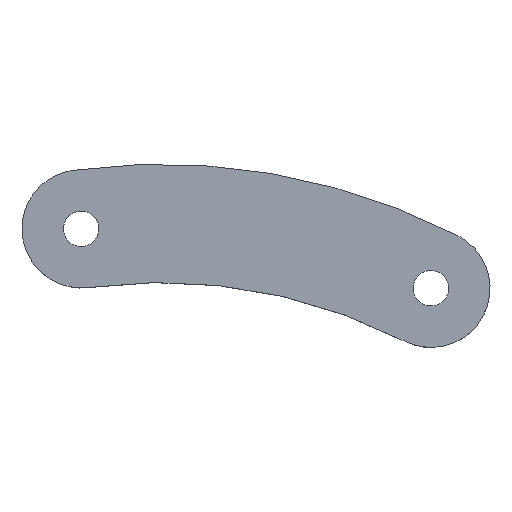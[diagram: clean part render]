
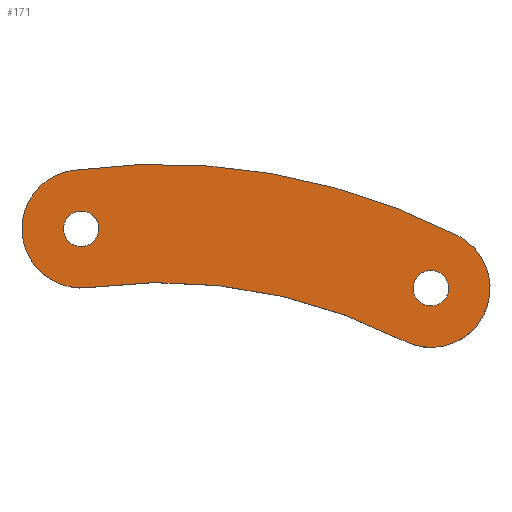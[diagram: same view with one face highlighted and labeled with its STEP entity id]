
A CAD part, top view. The second image highlights one B-rep face of the part: STEP entity #171.
In plain terms, the highlighted planar face has unit normal (0, 0, 1).
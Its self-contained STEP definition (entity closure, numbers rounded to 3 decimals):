
#2 = DIRECTION ( 'NONE',  ( 1., 0., 0. ) ) ;
#5 = DIRECTION ( 'NONE',  ( 1., 0., 0. ) ) ;
#7 = DIRECTION ( 'NONE',  ( 1., 0., 0. ) ) ;
#11 = CIRCLE ( 'NONE', #324, 5. ) ;
#14 = FACE_OUTER_BOUND ( 'NONE', #127, .T. ) ;
#16 = PLANE ( 'NONE',  #18 ) ;
#18 = AXIS2_PLACEMENT_3D ( 'NONE', #129, #177, #250 ) ;
#20 = AXIS2_PLACEMENT_3D ( 'NONE', #174, #291, #86 ) ;
#21 = DIRECTION ( 'NONE',  ( 0., 0., 1. ) ) ;
#23 = CARTESIAN_POINT ( 'NONE',  ( 31.854, -0.569, 4. ) ) ;
#24 = EDGE_CURVE ( 'NONE', #105, #271, #52, .T. ) ;
#25 = ORIENTED_EDGE ( 'NONE', *, *, #294, .F. ) ;
#34 = CARTESIAN_POINT ( 'NONE',  ( 29.577, -5.021, 4. ) ) ;
#35 = DIRECTION ( 'NONE',  ( 0., 0., 1. ) ) ;
#37 = DIRECTION ( 'NONE',  ( 0., 0., 1. ) ) ;
#39 = DIRECTION ( 'NONE',  ( 1., 0., 0. ) ) ;
#40 = ORIENTED_EDGE ( 'NONE', *, *, #268, .T. ) ;
#48 = CIRCLE ( 'NONE', #141, 1.5 ) ;
#50 = VERTEX_POINT ( 'NONE', #278 ) ;
#52 = CIRCLE ( 'NONE', #202, 5. ) ;
#63 = AXIS2_PLACEMENT_3D ( 'NONE', #384, #113, #315 ) ;
#64 = VERTEX_POINT ( 'NONE', #214 ) ;
#78 = DIRECTION ( 'NONE',  ( 1., 0., 0. ) ) ;
#86 = DIRECTION ( 'NONE',  ( 1., 0., 0. ) ) ;
#87 = EDGE_CURVE ( 'NONE', #271, #185, #198, .T. ) ;
#92 = ORIENTED_EDGE ( 'NONE', *, *, #247, .F. ) ;
#93 = ORIENTED_EDGE ( 'NONE', *, *, #87, .T. ) ;
#98 = ORIENTED_EDGE ( 'NONE', *, *, #348, .F. ) ;
#103 = FACE_BOUND ( 'NONE', #328, .T. ) ;
#105 = VERTEX_POINT ( 'NONE', #286 ) ;
#112 = CARTESIAN_POINT ( 'NONE',  ( 6.806, -49.535, 4. ) ) ;
#113 = DIRECTION ( 'NONE',  ( 0., 0., -1. ) ) ;
#122 = DIRECTION ( 'NONE',  ( 0., 0., 1. ) ) ;
#127 = EDGE_LOOP ( 'NONE', ( #144, #93, #149, #164, #40 ) ) ;
#129 = CARTESIAN_POINT ( 'NONE',  ( 18.191, -27.278, 4. ) ) ;
#132 = CIRCLE ( 'NONE', #63, 45. ) ;
#141 = AXIS2_PLACEMENT_3D ( 'NONE', #204, #37, #2 ) ;
#143 = AXIS2_PLACEMENT_3D ( 'NONE', #221, #21, #78 ) ;
#144 = ORIENTED_EDGE ( 'NONE', *, *, #24, .T. ) ;
#149 = ORIENTED_EDGE ( 'NONE', *, *, #321, .T. ) ;
#152 = CARTESIAN_POINT ( 'NONE',  ( 31.077, -5.021, 4. ) ) ;
#158 = DIRECTION ( 'NONE',  ( 0., 0., 1. ) ) ;
#160 = DIRECTION ( 'NONE',  ( 1., 0., 0. ) ) ;
#164 = ORIENTED_EDGE ( 'NONE', *, *, #233, .T. ) ;
#169 = CIRCLE ( 'NONE', #143, 1.5 ) ;
#171 = ADVANCED_FACE ( 'NONE', ( #103, #14, #361 ), #16, .T. ) ;
#174 = CARTESIAN_POINT ( 'NONE',  ( 29.577, -5.021, 4. ) ) ;
#177 = DIRECTION ( 'NONE',  ( 0., 0., 1. ) ) ;
#178 = AXIS2_PLACEMENT_3D ( 'NONE', #293, #35, #7 ) ;
#179 = VERTEX_POINT ( 'NONE', #205 ) ;
#185 = VERTEX_POINT ( 'NONE', #235 ) ;
#192 = CARTESIAN_POINT ( 'NONE',  ( 0., 0., 4. ) ) ;
#197 = VERTEX_POINT ( 'NONE', #266 ) ;
#198 = CIRCLE ( 'NONE', #317, 55. ) ;
#199 = CIRCLE ( 'NONE', #178, 1.5 ) ;
#202 = AXIS2_PLACEMENT_3D ( 'NONE', #34, #239, #39 ) ;
#204 = CARTESIAN_POINT ( 'NONE',  ( 0., 0., 4. ) ) ;
#205 = CARTESIAN_POINT ( 'NONE',  ( 1.5, 0., 4. ) ) ;
#214 = CARTESIAN_POINT ( 'NONE',  ( -1.5, 0., 4. ) ) ;
#215 = ORIENTED_EDGE ( 'NONE', *, *, #292, .F. ) ;
#221 = CARTESIAN_POINT ( 'NONE',  ( 29.577, -5.021, 4. ) ) ;
#229 = AXIS2_PLACEMENT_3D ( 'NONE', #298, #122, #5 ) ;
#233 = EDGE_CURVE ( 'NONE', #50, #197, #11, .T. ) ;
#235 = CARTESIAN_POINT ( 'NONE',  ( -0.681, 4.953, 4. ) ) ;
#239 = DIRECTION ( 'NONE',  ( 0., 0., 1. ) ) ;
#247 = EDGE_CURVE ( 'NONE', #301, #391, #169, .T. ) ;
#250 = DIRECTION ( 'NONE',  ( 1., 0., 0. ) ) ;
#266 = CARTESIAN_POINT ( 'NONE',  ( 0.681, -4.953, 4. ) ) ;
#268 = EDGE_CURVE ( 'NONE', #197, #105, #132, .T. ) ;
#270 = CARTESIAN_POINT ( 'NONE',  ( 28.077, -5.021, 4. ) ) ;
#271 = VERTEX_POINT ( 'NONE', #23 ) ;
#278 = CARTESIAN_POINT ( 'NONE',  ( -5., 0., 4. ) ) ;
#281 = CIRCLE ( 'NONE', #229, 5. ) ;
#285 = DIRECTION ( 'NONE',  ( 0., 0., 1. ) ) ;
#286 = CARTESIAN_POINT ( 'NONE',  ( 27.3, -9.472, 4. ) ) ;
#291 = DIRECTION ( 'NONE',  ( 0., 0., 1. ) ) ;
#292 = EDGE_CURVE ( 'NONE', #391, #301, #356, .T. ) ;
#293 = CARTESIAN_POINT ( 'NONE',  ( 0., 0., 4. ) ) ;
#294 = EDGE_CURVE ( 'NONE', #64, #179, #199, .T. ) ;
#298 = CARTESIAN_POINT ( 'NONE',  ( 0., 0., 4. ) ) ;
#301 = VERTEX_POINT ( 'NONE', #270 ) ;
#315 = DIRECTION ( 'NONE',  ( 1., 0., 0. ) ) ;
#317 = AXIS2_PLACEMENT_3D ( 'NONE', #112, #285, #385 ) ;
#321 = EDGE_CURVE ( 'NONE', #185, #50, #281, .T. ) ;
#324 = AXIS2_PLACEMENT_3D ( 'NONE', #192, #158, #160 ) ;
#328 = EDGE_LOOP ( 'NONE', ( #25, #98 ) ) ;
#341 = EDGE_LOOP ( 'NONE', ( #92, #215 ) ) ;
#348 = EDGE_CURVE ( 'NONE', #179, #64, #48, .T. ) ;
#356 = CIRCLE ( 'NONE', #20, 1.5 ) ;
#361 = FACE_BOUND ( 'NONE', #341, .T. ) ;
#384 = CARTESIAN_POINT ( 'NONE',  ( 6.806, -49.535, 4. ) ) ;
#385 = DIRECTION ( 'NONE',  ( 1., 0., 0. ) ) ;
#391 = VERTEX_POINT ( 'NONE', #152 ) ;
